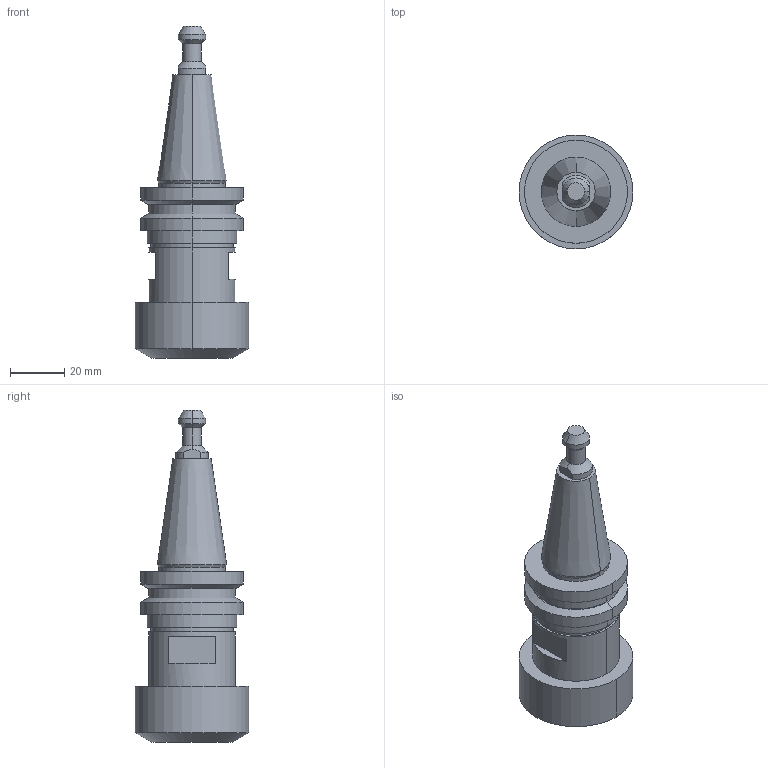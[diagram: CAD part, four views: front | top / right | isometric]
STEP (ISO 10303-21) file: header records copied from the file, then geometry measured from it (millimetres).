
FILE_DESCRIPTION (( 'STEP AP203' ), '1' );
FILE_NAME ('STP-SATE-25077.STEP', '2018-03-07T08:28:29', ( '' ), ( '' ), 'SwSTEP 2.0', 'SolidWorks 2015', '' );
FILE_SCHEMA (( 'CONFIG_CONTROL_DESIGN' ));
Length unit declared in the file: millimetre
Products named in the file (1): STP-SATE-25077
Bounding box: 42 x 42 x 122.5 mm (x, y, z)
Volume: 72222.7 mm3; surface area: 15664.6 mm2
Topology: 2 solids, 2 shells, 60 faces, 120 edges, 74 vertices
Faces by surface type: cylinder 24, plane 20, cone 16
Entity records: 1663 total; most frequent: DIRECTION 302, CARTESIAN_POINT 287, ORIENTED_EDGE 240, AXIS2_PLACEMENT_3D 125, EDGE_CURVE 120, VERTEX_POINT 74, EDGE_LOOP 70, CIRCLE 64
